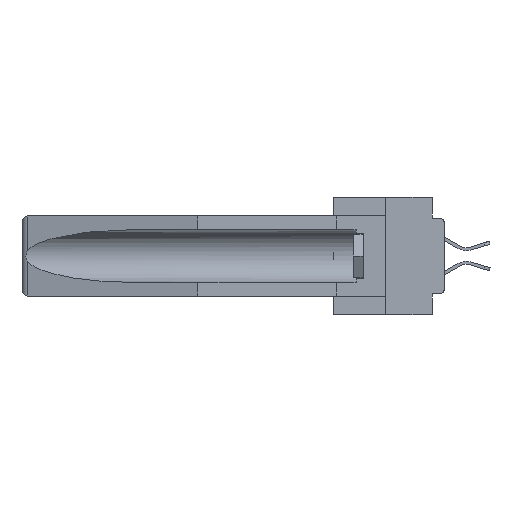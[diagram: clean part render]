
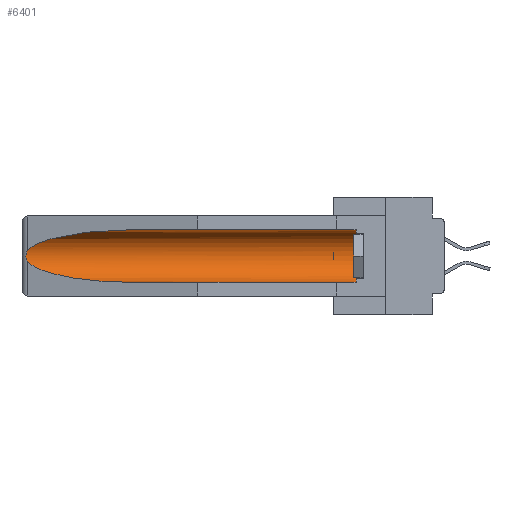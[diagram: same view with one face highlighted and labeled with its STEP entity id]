
A CAD part, left-side view. The second image highlights one B-rep face of the part: STEP entity #6401.
In plain terms, the highlighted cylindrical face has radius 2.857 mm (diameter 5.715 mm), a partial arc.
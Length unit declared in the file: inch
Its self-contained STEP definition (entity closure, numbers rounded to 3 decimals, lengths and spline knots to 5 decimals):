
#604 = VERTEX_POINT ( 'NONE', #38442 ) ;
#1938 = EDGE_CURVE ( 'NONE', #22961, #23327, #4421, .T. ) ;
#2115 = CARTESIAN_POINT ( 'NONE',  ( 0.155, 0.126, -0.284 ) ) ;
#3106 = DIRECTION ( 'NONE',  ( 0., 0., 1. ) ) ;
#3686 = CARTESIAN_POINT ( 'NONE',  ( 0.21114, 1.30732, -0.059 ) ) ;
#4421 = LINE ( 'NONE', #17031, #13134 ) ;
#5132 = ORIENTED_EDGE ( 'NONE', *, *, #8770, .T. ) ;
#5850 = CARTESIAN_POINT ( 'NONE',  ( 0.26655, 1.53094, -0.18657 ) ) ;
#6401 = ADVANCED_FACE ( 'NONE', ( #29349 ), #15932, .F. ) ;
#6843 = CARTESIAN_POINT ( 'NONE',  ( 0.25451, 1.48313, -0.09465 ) ) ;
#6969 = VERTEX_POINT ( 'NONE', #19034 ) ;
#7079 = EDGE_CURVE ( 'NONE', #29792, #6969, #23839, .T. ) ;
#8770 = EDGE_CURVE ( 'NONE', #604, #6969, #21915, .T. ) ;
#9861 = CARTESIAN_POINT ( 'NONE',  ( 0.155, 1.07973, -0.059 ) ) ;
#10194 = CARTESIAN_POINT ( 'NONE',  ( 0.26537, 1.52718, -0.14972 ) ) ;
#11901 = ORIENTED_EDGE ( 'NONE', *, *, #32178, .T. ) ;
#11968 = CIRCLE ( 'NONE', #28055, 0.1125 ) ;
#12598 = ORIENTED_EDGE ( 'NONE', *, *, #16321, .T. ) ;
#12761 = AXIS2_PLACEMENT_3D ( 'NONE', #39006, #19901, #3106 ) ;
#13134 = VECTOR ( 'NONE', #26674, 39.37008 ) ;
#14173 = CARTESIAN_POINT ( 'NONE',  ( 0.155, -0.30754, -0.284 ) ) ;
#14293 = ORIENTED_EDGE ( 'NONE', *, *, #1938, .T. ) ;
#15508 = CARTESIAN_POINT ( 'NONE',  ( 0.2673, 1.53269, -0.17917 ) ) ;
#15932 = CYLINDRICAL_SURFACE ( 'NONE', #12761, 0.1125 ) ;
#16132 = CARTESIAN_POINT ( 'NONE',  ( 0.2675, 1.53308, -0.16763 ) ) ;
#16321 = EDGE_CURVE ( 'NONE', #29792, #22961, #11968, .T. ) ;
#16729 = DIRECTION ( 'NONE',  ( 0., -1., 0. ) ) ;
#16963 = EDGE_LOOP ( 'NONE', ( #11901, #37616, #5132, #32919, #12598, #14293 ) ) ;
#17031 = CARTESIAN_POINT ( 'NONE',  ( 0.155, -0.30754, -0.059 ) ) ;
#17112 = VERTEX_POINT ( 'NONE', #40795 ) ;
#19034 = CARTESIAN_POINT ( 'NONE',  ( 0.155, 1.07973, -0.284 ) ) ;
#19049 = DIRECTION ( 'NONE',  ( 0., 0., 1. ) ) ;
#19072 = CARTESIAN_POINT ( 'NONE',  ( 0.26597, 1.52961, -0.15275 ) ) ;
#19276 = CARTESIAN_POINT ( 'NONE',  ( 0.26537, 1.52718, -0.19328 ) ) ;
#19901 = DIRECTION ( 'NONE',  ( 0., 1., 0. ) ) ;
#21669 = CARTESIAN_POINT ( 'NONE',  ( 0.21114, 1.30732, -0.284 ) ) ;
#21915 =( BOUNDED_CURVE ( )  B_SPLINE_CURVE ( 3, ( #40560, #28371, #21669, #40982 ),
 .UNSPECIFIED., .F., .T. ) 
 B_SPLINE_CURVE_WITH_KNOTS ( ( 4, 4 ),
 ( 0.1948, 1.5708 ),
 .UNSPECIFIED. ) 
 CURVE ( )  GEOMETRIC_REPRESENTATION_ITEM ( )  RATIONAL_B_SPLINE_CURVE ( ( 1., 0.848, 0.848, 1. ) ) 
 REPRESENTATION_ITEM ( '' )  );
#22024 = CARTESIAN_POINT ( 'NONE',  ( 0.26597, 1.5296, -0.19026 ) ) ;
#22961 = VERTEX_POINT ( 'NONE', #23968 ) ;
#23220 = DIRECTION ( 'NONE',  ( 0., 1., 0. ) ) ;
#23327 = VERTEX_POINT ( 'NONE', #9861 ) ;
#23839 = LINE ( 'NONE', #14173, #27661 ) ;
#23968 = CARTESIAN_POINT ( 'NONE',  ( 0.155, 0.126, -0.059 ) ) ;
#25169 = CARTESIAN_POINT ( 'NONE',  ( 0.2673, 1.5327, -0.16383 ) ) ;
#25563 = CARTESIAN_POINT ( 'NONE',  ( 0.155, 0.126, -0.1715 ) ) ;
#25935 = CARTESIAN_POINT ( 'NONE',  ( 0.155, 1.07973, -0.059 ) ) ;
#26674 = DIRECTION ( 'NONE',  ( 0., 1., 0. ) ) ;
#27661 = VECTOR ( 'NONE', #23220, 39.37008 ) ;
#28055 = AXIS2_PLACEMENT_3D ( 'NONE', #25563, #16729, #19049 ) ;
#28087 = B_SPLINE_CURVE_WITH_KNOTS ( 'NONE', 3,
 ( #37966, #19072, #38370, #25169, #16132, #31651, #15508, #5850, #22024, #19276 ),
 .UNSPECIFIED., .F., .F.,
 ( 4, 2, 2, 2, 4 ),
 ( 0., 0.00029, 0.00058, 0.00087, 0.00117 ),
 .UNSPECIFIED. ) ;
#28371 = CARTESIAN_POINT ( 'NONE',  ( 0.25451, 1.48313, -0.24835 ) ) ;
#29349 = FACE_OUTER_BOUND ( 'NONE', #16963, .T. ) ;
#29792 = VERTEX_POINT ( 'NONE', #2115 ) ;
#31595 = EDGE_CURVE ( 'NONE', #17112, #604, #28087, .T. ) ;
#31651 = CARTESIAN_POINT ( 'NONE',  ( 0.2675, 1.53308, -0.17534 ) ) ;
#32178 = EDGE_CURVE ( 'NONE', #23327, #17112, #34780, .T. ) ;
#32919 = ORIENTED_EDGE ( 'NONE', *, *, #7079, .F. ) ;
#34780 =( BOUNDED_CURVE ( )  B_SPLINE_CURVE ( 3, ( #25935, #3686, #6843, #10194 ),
 .UNSPECIFIED., .F., .F. ) 
 B_SPLINE_CURVE_WITH_KNOTS ( ( 4, 4 ),
 ( 4.71239, 6.08839 ),
 .UNSPECIFIED. ) 
 CURVE ( )  GEOMETRIC_REPRESENTATION_ITEM ( )  RATIONAL_B_SPLINE_CURVE ( ( 1., 0.848, 0.848, 1. ) ) 
 REPRESENTATION_ITEM ( '' )  );
#37616 = ORIENTED_EDGE ( 'NONE', *, *, #31595, .T. ) ;
#37966 = CARTESIAN_POINT ( 'NONE',  ( 0.26537, 1.52718, -0.14972 ) ) ;
#38370 = CARTESIAN_POINT ( 'NONE',  ( 0.26654, 1.53092, -0.15636 ) ) ;
#38442 = CARTESIAN_POINT ( 'NONE',  ( 0.26537, 1.52718, -0.19328 ) ) ;
#39006 = CARTESIAN_POINT ( 'NONE',  ( 0.155, -0.30754, -0.1715 ) ) ;
#40560 = CARTESIAN_POINT ( 'NONE',  ( 0.26537, 1.52718, -0.19328 ) ) ;
#40795 = CARTESIAN_POINT ( 'NONE',  ( 0.26537, 1.52718, -0.14972 ) ) ;
#40982 = CARTESIAN_POINT ( 'NONE',  ( 0.155, 1.07973, -0.284 ) ) ;
